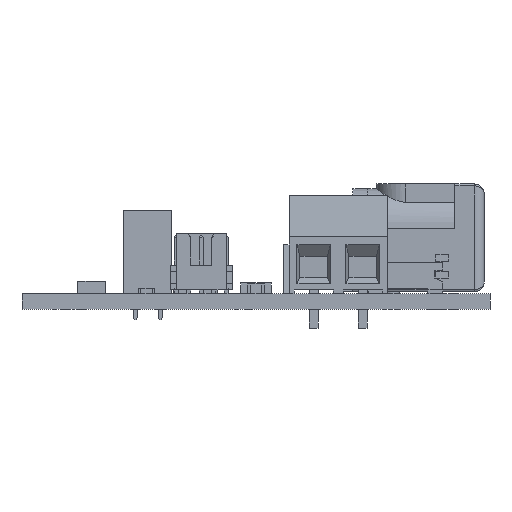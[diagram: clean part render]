
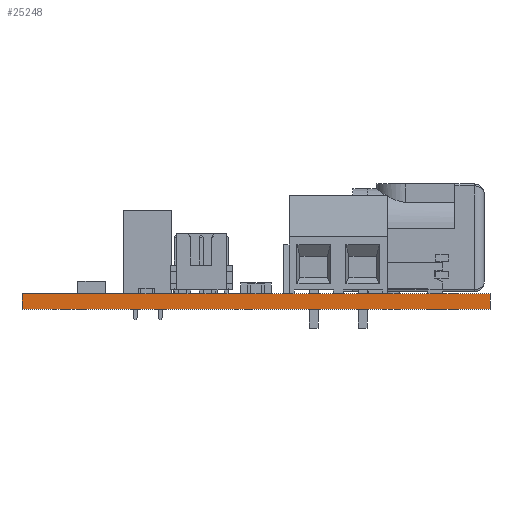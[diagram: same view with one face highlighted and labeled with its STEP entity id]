
A CAD part, left-side view. The second image highlights one B-rep face of the part: STEP entity #25248.
In plain terms, the highlighted planar face has unit normal (-1, 0, 0).
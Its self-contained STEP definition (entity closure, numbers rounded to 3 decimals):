
#25248 = ADVANCED_FACE('',(#25249),#25283,.T.);
#25249 = FACE_BOUND('',#25250,.T.);
#25250 = EDGE_LOOP('',(#25251,#25261,#25269,#25277));
#25251 = ORIENTED_EDGE('',*,*,#25252,.T.);
#25252 = EDGE_CURVE('',#25253,#25255,#25257,.T.);
#25253 = VERTEX_POINT('',#25254);
#25254 = CARTESIAN_POINT('',(-23.876,-23.876,-1.59)
  );
#25255 = VERTEX_POINT('',#25256);
#25256 = CARTESIAN_POINT('',(-23.876,-23.876,0.));
#25257 = LINE('',#25258,#25259);
#25258 = CARTESIAN_POINT('',(-23.876,-23.876,-1.59)
  );
#25259 = VECTOR('',#25260,1.);
#25260 = DIRECTION('',(0.,0.,1.));
#25261 = ORIENTED_EDGE('',*,*,#25262,.T.);
#25262 = EDGE_CURVE('',#25255,#25263,#25265,.T.);
#25263 = VERTEX_POINT('',#25264);
#25264 = CARTESIAN_POINT('',(-23.876,23.876,0.));
#25265 = LINE('',#25266,#25267);
#25266 = CARTESIAN_POINT('',(-23.876,-23.876,0.));
#25267 = VECTOR('',#25268,1.);
#25268 = DIRECTION('',(0.,1.,0.));
#25269 = ORIENTED_EDGE('',*,*,#25270,.F.);
#25270 = EDGE_CURVE('',#25271,#25263,#25273,.T.);
#25271 = VERTEX_POINT('',#25272);
#25272 = CARTESIAN_POINT('',(-23.876,23.876,-1.59)
  );
#25273 = LINE('',#25274,#25275);
#25274 = CARTESIAN_POINT('',(-23.876,23.876,-1.59)
  );
#25275 = VECTOR('',#25276,1.);
#25276 = DIRECTION('',(0.,0.,1.));
#25277 = ORIENTED_EDGE('',*,*,#25278,.F.);
#25278 = EDGE_CURVE('',#25253,#25271,#25279,.T.);
#25279 = LINE('',#25280,#25281);
#25280 = CARTESIAN_POINT('',(-23.876,-23.876,-1.59)
  );
#25281 = VECTOR('',#25282,1.);
#25282 = DIRECTION('',(0.,1.,0.));
#25283 = PLANE('',#25284);
#25284 = AXIS2_PLACEMENT_3D('',#25285,#25286,#25287);
#25285 = CARTESIAN_POINT('',(-23.876,-23.876,-1.59)
  );
#25286 = DIRECTION('',(-1.,0.,0.));
#25287 = DIRECTION('',(0.,1.,0.));
